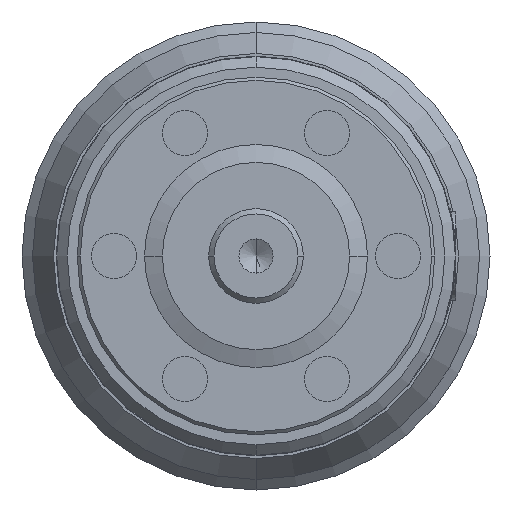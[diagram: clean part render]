
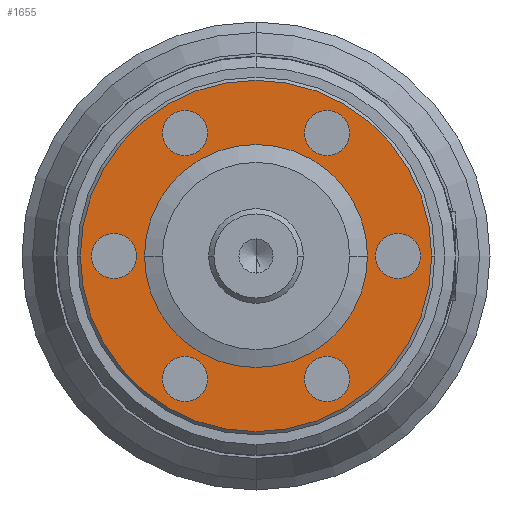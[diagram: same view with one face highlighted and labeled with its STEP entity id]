
A CAD part, front view. The second image highlights one B-rep face of the part: STEP entity #1655.
In plain terms, the highlighted planar face has unit normal (0, -1, 0).
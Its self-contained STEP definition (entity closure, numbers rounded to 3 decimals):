
#134=CARTESIAN_POINT('',(0.,0.,0.));
#135=DIRECTION('',(0.,1.,0.));
#136=DIRECTION('',(1.,0.,0.));
#137=AXIS2_PLACEMENT_3D('',#134,#135,#136);
#139=CARTESIAN_POINT('',(0.,0.,0.));
#140=DIRECTION('',(0.,1.,0.));
#141=DIRECTION('',(-1.,0.,0.));
#142=AXIS2_PLACEMENT_3D('',#139,#140,#141);
#144=CARTESIAN_POINT('',(6.75,0.,-11.691));
#145=DIRECTION('',(0.,-1.,0.));
#146=DIRECTION('',(0.5,0.,-0.866));
#147=AXIS2_PLACEMENT_3D('',#144,#145,#146);
#149=CARTESIAN_POINT('',(6.75,0.,-11.691));
#150=DIRECTION('',(0.,-1.,0.));
#151=DIRECTION('',(-0.5,0.,0.866));
#152=AXIS2_PLACEMENT_3D('',#149,#150,#151);
#154=CARTESIAN_POINT('',(-6.75,0.,-11.691));
#155=DIRECTION('',(0.,-1.,0.));
#156=DIRECTION('',(-0.5,0.,-0.866));
#157=AXIS2_PLACEMENT_3D('',#154,#155,#156);
#159=CARTESIAN_POINT('',(-6.75,0.,-11.691));
#160=DIRECTION('',(0.,-1.,0.));
#161=DIRECTION('',(0.5,0.,0.866));
#162=AXIS2_PLACEMENT_3D('',#159,#160,#161);
#164=CARTESIAN_POINT('',(-13.5,0.,0.));
#165=DIRECTION('',(0.,-1.,0.));
#166=DIRECTION('',(-1.,0.,0.));
#167=AXIS2_PLACEMENT_3D('',#164,#165,#166);
#169=CARTESIAN_POINT('',(-13.5,0.,0.));
#170=DIRECTION('',(0.,-1.,0.));
#171=DIRECTION('',(1.,0.,0.));
#172=AXIS2_PLACEMENT_3D('',#169,#170,#171);
#174=CARTESIAN_POINT('',(-6.75,0.,11.691));
#175=DIRECTION('',(0.,-1.,0.));
#176=DIRECTION('',(-0.5,0.,0.866));
#177=AXIS2_PLACEMENT_3D('',#174,#175,#176);
#179=CARTESIAN_POINT('',(-6.75,0.,11.691));
#180=DIRECTION('',(0.,-1.,0.));
#181=DIRECTION('',(0.5,0.,-0.866));
#182=AXIS2_PLACEMENT_3D('',#179,#180,#181);
#184=CARTESIAN_POINT('',(6.75,0.,11.691));
#185=DIRECTION('',(0.,-1.,0.));
#186=DIRECTION('',(0.5,0.,0.866));
#187=AXIS2_PLACEMENT_3D('',#184,#185,#186);
#189=CARTESIAN_POINT('',(6.75,0.,11.691));
#190=DIRECTION('',(0.,-1.,0.));
#191=DIRECTION('',(-0.5,0.,-0.866));
#192=AXIS2_PLACEMENT_3D('',#189,#190,#191);
#194=CARTESIAN_POINT('',(0.,0.,0.));
#195=DIRECTION('',(0.,-1.,0.));
#196=DIRECTION('',(-1.,0.,0.));
#197=AXIS2_PLACEMENT_3D('',#194,#195,#196);
#199=CARTESIAN_POINT('',(0.,0.,0.));
#200=DIRECTION('',(0.,-1.,0.));
#201=DIRECTION('',(1.,0.,0.));
#202=AXIS2_PLACEMENT_3D('',#199,#200,#201);
#204=CARTESIAN_POINT('',(13.5,0.,0.));
#205=DIRECTION('',(0.,-1.,0.));
#206=DIRECTION('',(1.,0.,0.));
#207=AXIS2_PLACEMENT_3D('',#204,#205,#206);
#209=CARTESIAN_POINT('',(13.5,0.,0.));
#210=DIRECTION('',(0.,-1.,0.));
#211=DIRECTION('',(-1.,0.,0.));
#212=AXIS2_PLACEMENT_3D('',#209,#210,#211);
#1112=CARTESIAN_POINT('',(-7.825,0.,-13.553));
#1114=VERTEX_POINT('',#1112);
#1115=CARTESIAN_POINT('',(-5.675,0.,-9.829));
#1116=VERTEX_POINT('',#1115);
#1120=CARTESIAN_POINT('',(-15.65,0.,0.));
#1122=VERTEX_POINT('',#1120);
#1123=CARTESIAN_POINT('',(-11.35,0.,0.));
#1124=VERTEX_POINT('',#1123);
#1128=CARTESIAN_POINT('',(-7.825,0.,13.553));
#1130=VERTEX_POINT('',#1128);
#1131=CARTESIAN_POINT('',(-5.675,0.,9.829));
#1132=VERTEX_POINT('',#1131);
#1136=CARTESIAN_POINT('',(7.825,0.,13.553));
#1138=VERTEX_POINT('',#1136);
#1139=CARTESIAN_POINT('',(5.675,0.,9.829));
#1140=VERTEX_POINT('',#1139);
#1151=CARTESIAN_POINT('',(-16.7,0.,0.));
#1153=VERTEX_POINT('',#1151);
#1157=CARTESIAN_POINT('',(16.7,0.,0.));
#1158=VERTEX_POINT('',#1157);
#1164=CARTESIAN_POINT('',(15.65,0.,0.));
#1166=VERTEX_POINT('',#1164);
#1167=CARTESIAN_POINT('',(11.35,0.,0.));
#1168=VERTEX_POINT('',#1167);
#1195=CARTESIAN_POINT('',(10.603,0.,0.));
#1196=VERTEX_POINT('',#1195);
#1197=CARTESIAN_POINT('',(-10.603,0.,0.));
#1198=VERTEX_POINT('',#1197);
#1200=CARTESIAN_POINT('',(7.825,0.,
-13.553));
#1202=VERTEX_POINT('',#1200);
#1203=CARTESIAN_POINT('',(5.675,0.,
-9.829));
#1204=VERTEX_POINT('',#1203);
#1604=CARTESIAN_POINT('',(0.,0.,10.603));
#1605=DIRECTION('',(0.,-1.,0.));
#1606=DIRECTION('',(0.,0.,-1.));
#1607=AXIS2_PLACEMENT_3D('',#1604,#1605,#1606);
#1608=PLANE('',#1607);
#1610=ORIENTED_EDGE('',*,*,#1609,.T.);
#1612=ORIENTED_EDGE('',*,*,#1611,.T.);
#1613=EDGE_LOOP('',(#1610,#1612));
#1614=FACE_OUTER_BOUND('',#1613,.F.);
#1616=ORIENTED_EDGE('',*,*,#1615,.T.);
#1618=ORIENTED_EDGE('',*,*,#1617,.T.);
#1619=EDGE_LOOP('',(#1616,#1618));
#1620=FACE_BOUND('',#1619,.F.);
#1622=ORIENTED_EDGE('',*,*,#1621,.T.);
#1624=ORIENTED_EDGE('',*,*,#1623,.T.);
#1625=EDGE_LOOP('',(#1622,#1624));
#1626=FACE_BOUND('',#1625,.F.);
#1628=ORIENTED_EDGE('',*,*,#1627,.T.);
#1630=ORIENTED_EDGE('',*,*,#1629,.T.);
#1631=EDGE_LOOP('',(#1628,#1630));
#1632=FACE_BOUND('',#1631,.F.);
#1634=ORIENTED_EDGE('',*,*,#1633,.T.);
#1636=ORIENTED_EDGE('',*,*,#1635,.T.);
#1637=EDGE_LOOP('',(#1634,#1636));
#1638=FACE_BOUND('',#1637,.F.);
#1640=ORIENTED_EDGE('',*,*,#1639,.T.);
#1642=ORIENTED_EDGE('',*,*,#1641,.T.);
#1643=EDGE_LOOP('',(#1640,#1642));
#1644=FACE_BOUND('',#1643,.F.);
#1645=ORIENTED_EDGE('',*,*,#1596,.T.);
#1646=ORIENTED_EDGE('',*,*,#1584,.T.);
#1647=EDGE_LOOP('',(#1645,#1646));
#1648=FACE_BOUND('',#1647,.F.);
#1650=ORIENTED_EDGE('',*,*,#1649,.T.);
#1652=ORIENTED_EDGE('',*,*,#1651,.T.);
#1653=EDGE_LOOP('',(#1650,#1652));
#1654=FACE_BOUND('',#1653,.F.);
#1655=ADVANCED_FACE('',(#1614,#1620,#1626,#1632,#1638,#1644,#1648,#1654),#1608,
.T.);
#138=CIRCLE('',#137,16.7);
#143=CIRCLE('',#142,16.7);
#148=CIRCLE('',#147,2.15);
#153=CIRCLE('',#152,2.15);
#158=CIRCLE('',#157,2.15);
#163=CIRCLE('',#162,2.15);
#168=CIRCLE('',#167,2.15);
#173=CIRCLE('',#172,2.15);
#178=CIRCLE('',#177,2.15);
#183=CIRCLE('',#182,2.15);
#188=CIRCLE('',#187,2.15);
#193=CIRCLE('',#192,2.15);
#198=CIRCLE('',#197,10.603);
#203=CIRCLE('',#202,10.603);
#208=CIRCLE('',#207,2.15);
#213=CIRCLE('',#212,2.15);
#1584=EDGE_CURVE('',#1196,#1198,#203,.T.);
#1596=EDGE_CURVE('',#1198,#1196,#198,.T.);
#1609=EDGE_CURVE('',#1158,#1153,#138,.T.);
#1611=EDGE_CURVE('',#1153,#1158,#143,.T.);
#1615=EDGE_CURVE('',#1202,#1204,#148,.T.);
#1617=EDGE_CURVE('',#1204,#1202,#153,.T.);
#1621=EDGE_CURVE('',#1114,#1116,#158,.T.);
#1623=EDGE_CURVE('',#1116,#1114,#163,.T.);
#1627=EDGE_CURVE('',#1122,#1124,#168,.T.);
#1629=EDGE_CURVE('',#1124,#1122,#173,.T.);
#1633=EDGE_CURVE('',#1130,#1132,#178,.T.);
#1635=EDGE_CURVE('',#1132,#1130,#183,.T.);
#1639=EDGE_CURVE('',#1138,#1140,#188,.T.);
#1641=EDGE_CURVE('',#1140,#1138,#193,.T.);
#1649=EDGE_CURVE('',#1166,#1168,#208,.T.);
#1651=EDGE_CURVE('',#1168,#1166,#213,.T.);
